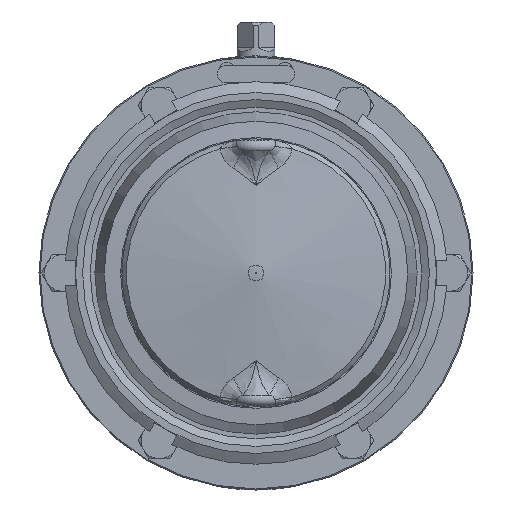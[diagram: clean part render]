
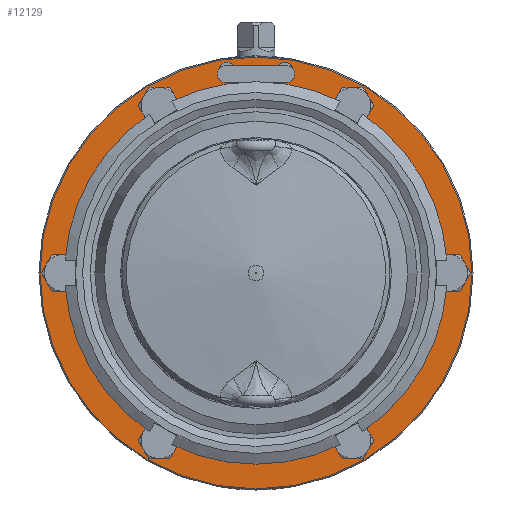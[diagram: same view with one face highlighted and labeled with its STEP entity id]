
A CAD part, left-side view. The second image highlights one B-rep face of the part: STEP entity #12129.
In plain terms, the highlighted planar face has unit normal (-1, 0, 0).
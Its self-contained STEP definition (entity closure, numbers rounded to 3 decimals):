
#3981=CARTESIAN_POINT('',(-16.0,13.5,90.9));
#3982=VERTEX_POINT('',#3981);
#3983=CARTESIAN_POINT('',(-16.,13.5,94.5));
#3984=DIRECTION('',(1.0,0.0,0.0));
#3985=DIRECTION('',(0.0,0.0,-1.0));
#3986=AXIS2_PLACEMENT_3D('',#3983,#3984,#3985);
#3987=CIRCLE('',#3986,3.6);
#3988=EDGE_CURVE('',#3982,#3982,#3987,.T.);
#4018=CARTESIAN_POINT('',(-16.0,-13.5,90.9));
#4019=VERTEX_POINT('',#4018);
#4020=CARTESIAN_POINT('',(-16.,-13.5,94.5));
#4021=DIRECTION('',(1.0,0.0,0.0));
#4022=DIRECTION('',(0.0,0.0,-1.0));
#4023=AXIS2_PLACEMENT_3D('',#4020,#4021,#4022);
#4024=CIRCLE('',#4023,3.6);
#4025=EDGE_CURVE('',#4019,#4019,#4024,.T.);
#5085=CARTESIAN_POINT('',(-16.,41.15,-84.611));
#5086=VERTEX_POINT('',#5085);
#5087=CARTESIAN_POINT('',(-16.0,45.,-77.942));
#5088=DIRECTION('',(1.,0.0,0.0));
#5089=DIRECTION('',(0.0,-0.5,-0.866));
#5090=AXIS2_PLACEMENT_3D('',#5087,#5088,#5089);
#5091=CIRCLE('',#5090,7.7);
#5092=EDGE_CURVE('',#5086,#5086,#5091,.T.);
#5953=CARTESIAN_POINT('',(-16.,-93.85,6.668));
#5954=VERTEX_POINT('',#5953);
#5955=CARTESIAN_POINT('',(-16.0,-90.,0.));
#5956=DIRECTION('',(1.0,0.0,0.0));
#5957=DIRECTION('',(0.0,-0.5,0.866));
#5958=AXIS2_PLACEMENT_3D('',#5955,#5956,#5957);
#5959=CIRCLE('',#5958,7.7);
#5960=EDGE_CURVE('',#5954,#5954,#5959,.T.);
#6821=CARTESIAN_POINT('',(-16.,52.7,77.942));
#6822=VERTEX_POINT('',#6821);
#6823=CARTESIAN_POINT('',(-16.0,45.,77.942));
#6824=DIRECTION('',(1.0,0.0,0.0));
#6825=DIRECTION('',(0.0,1.0,0.0));
#6826=AXIS2_PLACEMENT_3D('',#6823,#6824,#6825);
#6827=CIRCLE('',#6826,7.7);
#6828=EDGE_CURVE('',#6822,#6822,#6827,.T.);
#12050=CARTESIAN_POINT('',(-16.0,-100.5,0.));
#12051=VERTEX_POINT('',#12050);
#12052=CARTESIAN_POINT('',(-16.0,0.,0.));
#12053=DIRECTION('',(1.0,0.0,0.0));
#12054=DIRECTION('',(0.0,1.0,0.0));
#12055=AXIS2_PLACEMENT_3D('',#12052,#12053,#12054);
#12056=CIRCLE('',#12055,100.5);
#12057=EDGE_CURVE('',#12051,#12051,#12056,.T.);
#12062=CARTESIAN_POINT('',(-16.0,-89.0,0.));
#12063=DIRECTION('',(-1.0,0.0,0.0));
#12064=DIRECTION('',(0.0,0.0,-1.0));
#12065=AXIS2_PLACEMENT_3D('',#12062,#12063,#12064);
#12066=PLANE('',#12065);
#12067=ORIENTED_EDGE('',*,*,#12057,.F.);
#12068=EDGE_LOOP('',(#12067));
#12069=FACE_OUTER_BOUND('',#12068,.T.);
#12070=CARTESIAN_POINT('',(-16.,93.85,-6.668));
#12071=VERTEX_POINT('',#12070);
#12072=CARTESIAN_POINT('',(-16.0,90.,0.));
#12073=DIRECTION('',(1.,0.0,0.0));
#12074=DIRECTION('',(0.0,0.5,-0.866));
#12075=AXIS2_PLACEMENT_3D('',#12072,#12073,#12074);
#12076=CIRCLE('',#12075,7.7);
#12077=EDGE_CURVE('',#12071,#12071,#12076,.T.);
#12078=ORIENTED_EDGE('',*,*,#12077,.T.);
#12079=EDGE_LOOP('',(#12078));
#12080=FACE_BOUND('',#12079,.T.);
#12081=ORIENTED_EDGE('',*,*,#5092,.T.);
#12082=EDGE_LOOP('',(#12081));
#12083=FACE_BOUND('',#12082,.T.);
#12084=CARTESIAN_POINT('',(-16.,-52.7,-77.942));
#12085=VERTEX_POINT('',#12084);
#12086=CARTESIAN_POINT('',(-16.0,-45.,-77.942));
#12087=DIRECTION('',(1.0,0.0,0.0));
#12088=DIRECTION('',(0.0,-1.0,0.0));
#12089=AXIS2_PLACEMENT_3D('',#12086,#12087,#12088);
#12090=CIRCLE('',#12089,7.7);
#12091=EDGE_CURVE('',#12085,#12085,#12090,.T.);
#12092=ORIENTED_EDGE('',*,*,#12091,.T.);
#12093=EDGE_LOOP('',(#12092));
#12094=FACE_BOUND('',#12093,.T.);
#12095=ORIENTED_EDGE('',*,*,#5960,.T.);
#12096=EDGE_LOOP('',(#12095));
#12097=FACE_BOUND('',#12096,.T.);
#12098=CARTESIAN_POINT('',(-16.,-41.15,84.611));
#12099=VERTEX_POINT('',#12098);
#12100=CARTESIAN_POINT('',(-16.0,-45.,77.942));
#12101=DIRECTION('',(1.0,0.0,0.0));
#12102=DIRECTION('',(0.0,0.5,0.866));
#12103=AXIS2_PLACEMENT_3D('',#12100,#12101,#12102);
#12104=CIRCLE('',#12103,7.7);
#12105=EDGE_CURVE('',#12099,#12099,#12104,.T.);
#12106=ORIENTED_EDGE('',*,*,#12105,.T.);
#12107=EDGE_LOOP('',(#12106));
#12108=FACE_BOUND('',#12107,.T.);
#12109=ORIENTED_EDGE('',*,*,#6828,.T.);
#12110=EDGE_LOOP('',(#12109));
#12111=FACE_BOUND('',#12110,.T.);
#12112=CARTESIAN_POINT('',(-16.,-77.0,0.));
#12113=VERTEX_POINT('',#12112);
#12114=CARTESIAN_POINT('',(-16.,0.,0.));
#12115=DIRECTION('',(-1.0,0.0,0.0));
#12116=DIRECTION('',(0.0,-1.0,0.0));
#12117=AXIS2_PLACEMENT_3D('',#12114,#12115,#12116);
#12118=CIRCLE('',#12117,77.0);
#12119=EDGE_CURVE('',#12113,#12113,#12118,.T.);
#12120=ORIENTED_EDGE('',*,*,#12119,.F.);
#12121=EDGE_LOOP('',(#12120));
#12122=FACE_BOUND('',#12121,.T.);
#12123=ORIENTED_EDGE('',*,*,#4025,.T.);
#12124=EDGE_LOOP('',(#12123));
#12125=FACE_BOUND('',#12124,.T.);
#12126=ORIENTED_EDGE('',*,*,#3988,.T.);
#12127=EDGE_LOOP('',(#12126));
#12128=FACE_BOUND('',#12127,.T.);
#12129=ADVANCED_FACE('',(#12069,#12080,#12083,#12094,#12097,#12108,#12111,#12122,#12125,#12128),#12066,.T.);
